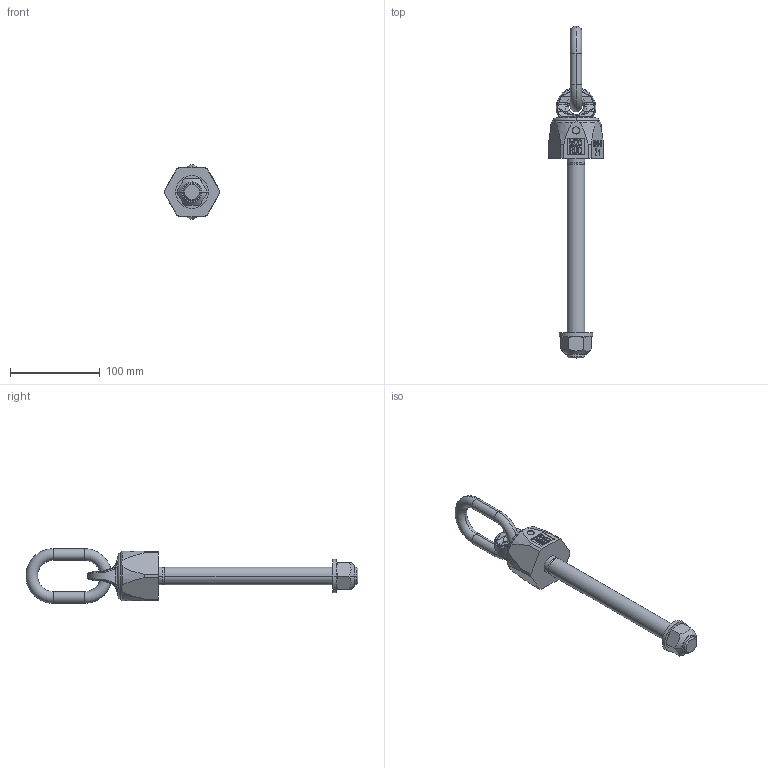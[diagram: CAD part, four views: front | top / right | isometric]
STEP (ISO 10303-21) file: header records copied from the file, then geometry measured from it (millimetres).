
FILE_DESCRIPTION((''),'2;1');
FILE_NAME('001-M31711-P-6_ASM','2009-11-02T',('jakubetz'),('RAND'),'PRO/ENGINEER BY PARAMETRIC TECHNOLOGY CORPORATION, 2005030','PRO/ENGINEER BY PARAMETRIC TECHNOLOGY CORPORATION, 2005030','');
FILE_SCHEMA(('CONFIG_CONTROL_DESIGN'));
Length unit declared in the file: millimetre
Products named in the file (7): 001-M31711-P-1; 001-M31711-P-5; 001-M31711-P-2; 001-M31711-P-3; 001-M31328-V02; 001-M31624-V05; 001-M31711-P-6_ASM
Assembly tree (6 placements, depth 2):
  001-M31711-P-6_ASM
    001-M31711-P-1
    001-M31711-P-5
    001-M31711-P-2
    001-M31711-P-3
    001-M31328-V02
    001-M31624-V05
Bounding box: 61.5 x 370.94 x 61 mm (x, y, z)
Volume: 236129.7 mm3; surface area: 59297.3 mm2
Topology: 6 solids, 6 shells, 648 faces, 1711 edges, 1096 vertices
Faces by surface type: plane 441, cylinder 87, bspline 64, cone 36, torus 20
Entity records: 22582 total; most frequent: CARTESIAN_POINT 6938, ORIENTED_EDGE 3422, DIRECTION 2891, EDGE_CURVE 1711, VECTOR 1233, LINE 1233, VERTEX_POINT 1096, AXIS2_PLACEMENT_3D 829
